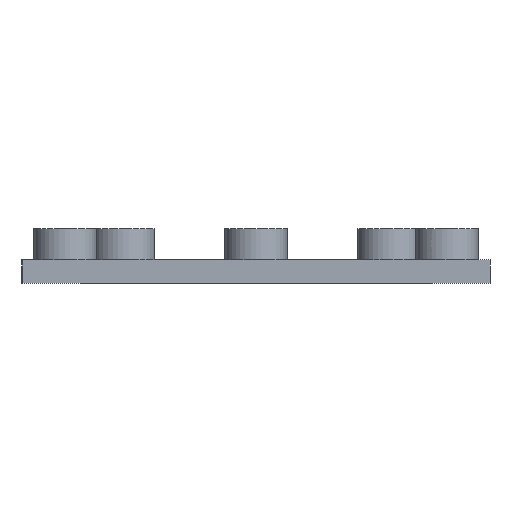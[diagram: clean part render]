
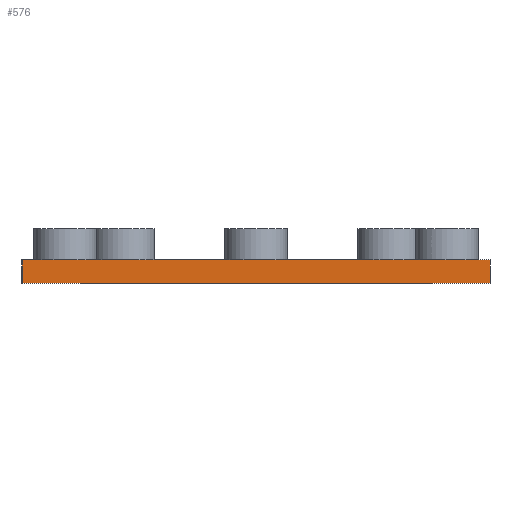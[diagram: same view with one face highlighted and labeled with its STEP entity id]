
A CAD part, front view. The second image highlights one B-rep face of the part: STEP entity #576.
In plain terms, the highlighted planar face has unit normal (0, -1, 0).
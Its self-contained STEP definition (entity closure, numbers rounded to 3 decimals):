
#14 = EDGE_LOOP ( 'NONE', ( #359, #210, #648, #968 ) ) ;
#22 = DIRECTION ( 'NONE',  ( 0., -1., 0. ) ) ;
#164 = CARTESIAN_POINT ( 'NONE',  ( -30., -35., -3. ) ) ;
#184 = CARTESIAN_POINT ( 'NONE',  ( 30., -35., 0. ) ) ;
#199 = VERTEX_POINT ( 'NONE', #1787 ) ;
#210 = ORIENTED_EDGE ( 'NONE', *, *, #1711, .F. ) ;
#310 = DIRECTION ( 'NONE',  ( 1., 0., 0. ) ) ;
#356 = CARTESIAN_POINT ( 'NONE',  ( 30., -35., -3. ) ) ;
#359 = ORIENTED_EDGE ( 'NONE', *, *, #1700, .F. ) ;
#517 = LINE ( 'NONE', #1276, #574 ) ;
#555 = EDGE_CURVE ( 'NONE', #199, #782, #1633, .T. ) ;
#568 = DIRECTION ( 'NONE',  ( 0., 0., 1. ) ) ;
#574 = VECTOR ( 'NONE', #689, 1000. ) ;
#576 = ADVANCED_FACE ( 'NONE', ( #1805 ), #1066, .T. ) ;
#648 = ORIENTED_EDGE ( 'NONE', *, *, #555, .T. ) ;
#689 = DIRECTION ( 'NONE',  ( 1., 0., 0. ) ) ;
#703 = VECTOR ( 'NONE', #568, 1000. ) ;
#779 = DIRECTION ( 'NONE',  ( 0., 0., -1. ) ) ;
#782 = VERTEX_POINT ( 'NONE', #356 ) ;
#959 = VECTOR ( 'NONE', #310, 1000. ) ;
#968 = ORIENTED_EDGE ( 'NONE', *, *, #1843, .T. ) ;
#993 = VECTOR ( 'NONE', #1712, 1000. ) ;
#1066 = PLANE ( 'NONE',  #1320 ) ;
#1118 = CARTESIAN_POINT ( 'NONE',  ( -30., -35., -3. ) ) ;
#1276 = CARTESIAN_POINT ( 'NONE',  ( -30., -35., 0. ) ) ;
#1320 = AXIS2_PLACEMENT_3D ( 'NONE', #1923, #22, #779 ) ;
#1589 = LINE ( 'NONE', #1622, #703 ) ;
#1622 = CARTESIAN_POINT ( 'NONE',  ( 30., -35., -3. ) ) ;
#1633 = LINE ( 'NONE', #164, #959 ) ;
#1700 = EDGE_CURVE ( 'NONE', #1807, #1928, #517, .T. ) ;
#1711 = EDGE_CURVE ( 'NONE', #199, #1807, #1731, .T. ) ;
#1712 = DIRECTION ( 'NONE',  ( 0., 0., 1. ) ) ;
#1731 = LINE ( 'NONE', #1118, #993 ) ;
#1787 = CARTESIAN_POINT ( 'NONE',  ( -30., -35., -3. ) ) ;
#1805 = FACE_OUTER_BOUND ( 'NONE', #14, .T. ) ;
#1807 = VERTEX_POINT ( 'NONE', #1895 ) ;
#1843 = EDGE_CURVE ( 'NONE', #782, #1928, #1589, .T. ) ;
#1895 = CARTESIAN_POINT ( 'NONE',  ( -30., -35., 0. ) ) ;
#1923 = CARTESIAN_POINT ( 'NONE',  ( -30., -35., -3. ) ) ;
#1928 = VERTEX_POINT ( 'NONE', #184 ) ;
